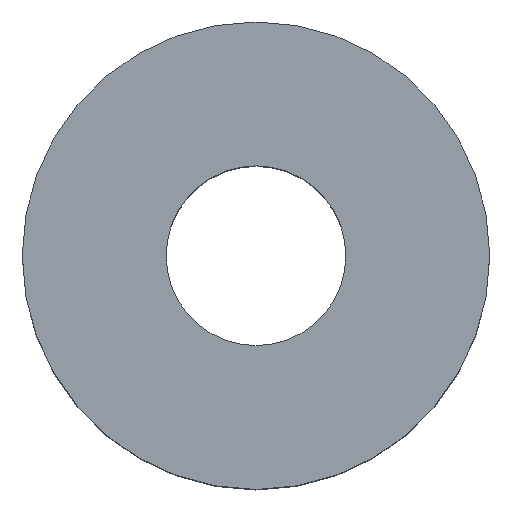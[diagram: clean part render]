
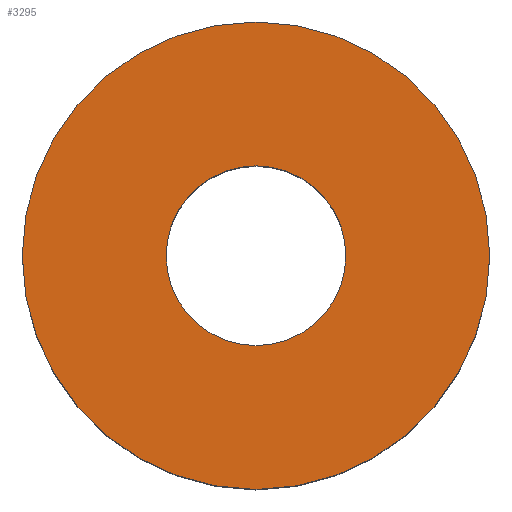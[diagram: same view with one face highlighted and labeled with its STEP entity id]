
A CAD part, top view. The second image highlights one B-rep face of the part: STEP entity #3295.
In plain terms, the highlighted planar face has unit normal (0, 0, 1).
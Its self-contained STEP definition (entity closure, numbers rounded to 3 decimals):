
#637 = DIRECTION ( 'NONE',  ( 0., 0., -1. ) ) ;
#639 = CARTESIAN_POINT ( 'NONE',  ( 0., 6.5, 4.4 ) ) ;
#640 = PLANE ( 'NONE',  #2337 ) ;
#642 = DIRECTION ( 'NONE',  ( -1., 0., 0. ) ) ;
#797 = VERTEX_POINT ( 'NONE', #4227 ) ;
#895 = VERTEX_POINT ( 'NONE', #4090 ) ;
#1257 = FACE_OUTER_BOUND ( 'NONE', #4948, .T. ) ;
#1328 = VERTEX_POINT ( 'NONE', #4201 ) ;
#1448 = VERTEX_POINT ( 'NONE', #3544 ) ;
#2337 = AXIS2_PLACEMENT_3D ( 'NONE', #639, #637, #642 ) ;
#2574 = CARTESIAN_POINT ( 'NONE',  ( 0., 0., 4.4 ) ) ;
#2575 = DIRECTION ( 'NONE',  ( 0., 0., 1. ) ) ;
#2576 = DIRECTION ( 'NONE',  ( 1., 0., 0. ) ) ;
#2589 = CARTESIAN_POINT ( 'NONE',  ( 0., 0., 4.4 ) ) ;
#2590 = DIRECTION ( 'NONE',  ( 0., 0., 1. ) ) ;
#2591 = DIRECTION ( 'NONE',  ( -1., 0., 0. ) ) ;
#2654 = CARTESIAN_POINT ( 'NONE',  ( 0., 0., 4.4 ) ) ;
#2655 = DIRECTION ( 'NONE',  ( 0., 0., 1. ) ) ;
#2656 = DIRECTION ( 'NONE',  ( -1., 0., 0. ) ) ;
#2659 = CARTESIAN_POINT ( 'NONE',  ( 0., 0., 4.4 ) ) ;
#2660 = DIRECTION ( 'NONE',  ( 0., 0., 1. ) ) ;
#2661 = DIRECTION ( 'NONE',  ( 1., 0., 0. ) ) ;
#3098 = CIRCLE ( 'NONE', #3836, 6.5 ) ;
#3108 = CIRCLE ( 'NONE', #3839, 2.5 ) ;
#3145 = CIRCLE ( 'NONE', #3854, 2.5 ) ;
#3146 = CIRCLE ( 'NONE', #3855, 6.5 ) ;
#3295 = ADVANCED_FACE ( 'NONE', ( #1257, #3390 ), #640, .F. ) ;
#3316 = ORIENTED_EDGE ( 'NONE', *, *, #4026, .T. ) ;
#3318 = ORIENTED_EDGE ( 'NONE', *, *, #3999, .F. ) ;
#3332 = ORIENTED_EDGE ( 'NONE', *, *, #4025, .F. ) ;
#3333 = ORIENTED_EDGE ( 'NONE', *, *, #3993, .T. ) ;
#3390 = FACE_BOUND ( 'NONE', #4845, .T. ) ;
#3544 = CARTESIAN_POINT ( 'NONE',  ( -6.5, 0., 4.4 ) ) ;
#3836 = AXIS2_PLACEMENT_3D ( 'NONE', #2574, #2575, #2576 ) ;
#3839 = AXIS2_PLACEMENT_3D ( 'NONE', #2589, #2590, #2591 ) ;
#3854 = AXIS2_PLACEMENT_3D ( 'NONE', #2654, #2655, #2656 ) ;
#3855 = AXIS2_PLACEMENT_3D ( 'NONE', #2659, #2660, #2661 ) ;
#3993 = EDGE_CURVE ( 'NONE', #797, #1448, #3098, .T. ) ;
#3999 = EDGE_CURVE ( 'NONE', #895, #1328, #3108, .T. ) ;
#4025 = EDGE_CURVE ( 'NONE', #1328, #895, #3145, .T. ) ;
#4026 = EDGE_CURVE ( 'NONE', #1448, #797, #3146, .T. ) ;
#4090 = CARTESIAN_POINT ( 'NONE',  ( -2.5, 0., 4.4 ) ) ;
#4201 = CARTESIAN_POINT ( 'NONE',  ( 2.5, 0., 4.4 ) ) ;
#4227 = CARTESIAN_POINT ( 'NONE',  ( 6.5, 0., 4.4 ) ) ;
#4845 = EDGE_LOOP ( 'NONE', ( #3332, #3318 ) ) ;
#4948 = EDGE_LOOP ( 'NONE', ( #3333, #3316 ) ) ;
